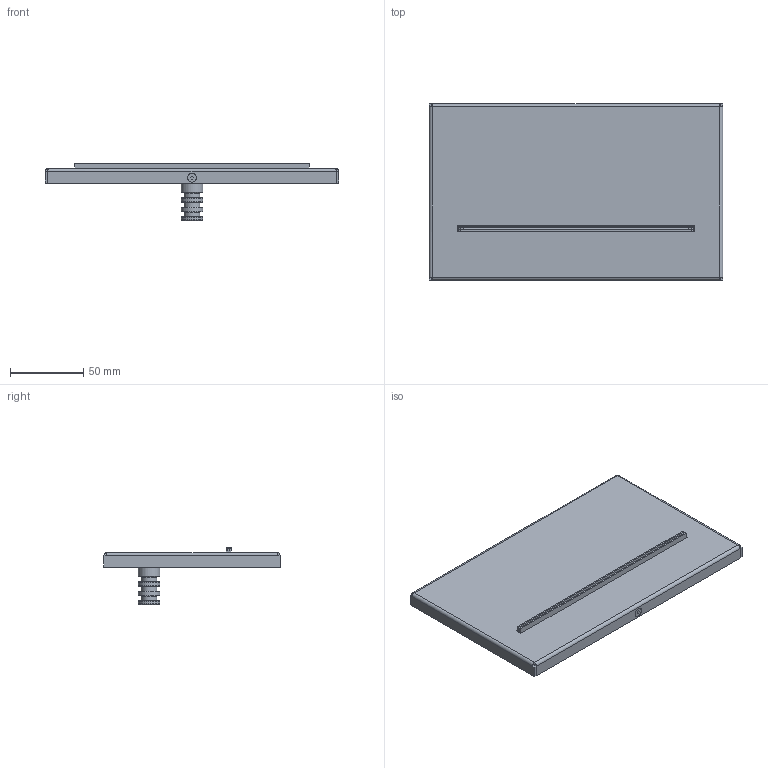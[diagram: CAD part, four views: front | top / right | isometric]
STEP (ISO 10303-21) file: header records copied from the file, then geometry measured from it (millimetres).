
FILE_DESCRIPTION(('STEP AP214'),'1');
FILE_NAME('Art.50002.stp','2022-09-05T07:26:48',(' '),(' '),'Spatial InterOp 3D',' ',' ');
FILE_SCHEMA(('AUTOMOTIVE_DESIGN { 1 0 10303 214 1 1 1 1 }'));
Length unit declared in the file: millimetre
Products named in the file (10): Art.50002
Assembly tree (9 placements, depth 2):
  Art.50002
    Art.50002
    Art.50002
    Art.50002
    Art.50002
    Art.50002
    Art.50002
    Art.50002
    Art.50002
    Art.50002
Bounding box: 200 x 120 x 39 mm (x, y, z)
Volume: 141648.2 mm3; surface area: 229814.5 mm2
Topology: 9 solids, 9 shells, 521 faces, 1394 edges, 904 vertices
Faces by surface type: plane 299, cylinder 177, cone 37, bspline 8
Full cylindrical faces by diameter (mm): 2.5 x2, 2.8 x2, 3 x2, 4 x2, 4.9 x2, 5.3 x4, 6 x4, 6.2 x8, 9 x2, 10.8 x6, 12.9 x2, 13.1 x2, 14.8 x8, 26.955 x2
Entity records: 20295 total; most frequent: CARTESIAN_POINT 2869, DIRECTION 2719, ORIENTED_EDGE 2570, EDGE_CURVE 1285, AXIS2_PLACEMENT_3D 923, VERTEX_POINT 880, LINE 873, VECTOR 873
